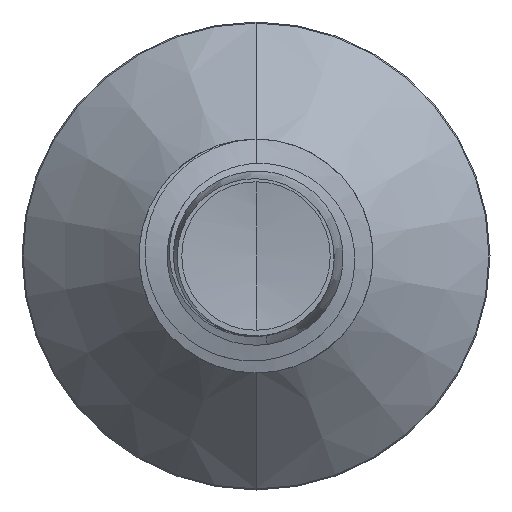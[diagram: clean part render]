
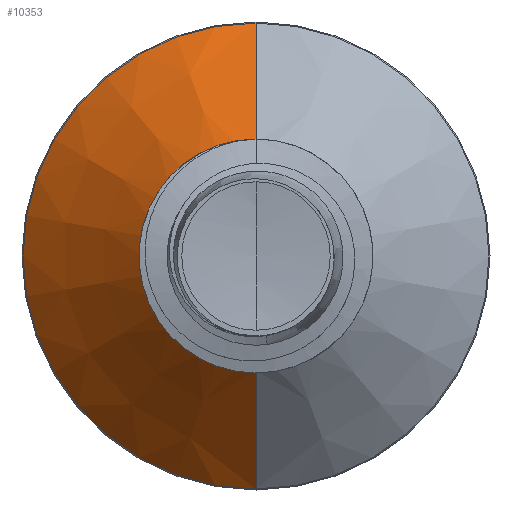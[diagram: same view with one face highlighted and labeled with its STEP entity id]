
A CAD part, front view. The second image highlights one B-rep face of the part: STEP entity #10353.
In plain terms, the highlighted conical face has half-angle 45 degrees and reference radius 1.08 mm.
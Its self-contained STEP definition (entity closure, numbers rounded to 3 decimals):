
#108 = CONICAL_SURFACE ( 'NONE', #10205, 1.08, 0.785 ) ;
#887 = CIRCLE ( 'NONE', #4441, 2.19 ) ;
#908 = VECTOR ( 'NONE', #16406, 1000. ) ;
#929 = DIRECTION ( 'NONE',  ( 0., 0., 1. ) ) ;
#1029 = DIRECTION ( 'NONE',  ( 0., 0.707, 0.707 ) ) ;
#2302 = VERTEX_POINT ( 'NONE', #16822 ) ;
#2562 = CARTESIAN_POINT ( 'NONE',  ( 0., 5.64, -2.19 ) ) ;
#2593 = FACE_OUTER_BOUND ( 'NONE', #7486, .T. ) ;
#3235 = DIRECTION ( 'NONE',  ( 0., 1., 0. ) ) ;
#3902 = LINE ( 'NONE', #11693, #8050 ) ;
#4076 = AXIS2_PLACEMENT_3D ( 'NONE', #12306, #3235, #13761 ) ;
#4348 = DIRECTION ( 'NONE',  ( 0., 1., 0. ) ) ;
#4441 = AXIS2_PLACEMENT_3D ( 'NONE', #18766, #10098, #929 ) ;
#5397 = VERTEX_POINT ( 'NONE', #2562 ) ;
#5584 = CARTESIAN_POINT ( 'NONE',  ( 0., 4.53, -1.08 ) ) ;
#5668 = EDGE_CURVE ( 'NONE', #7827, #2302, #3902, .T. ) ;
#5935 = CARTESIAN_POINT ( 'NONE',  ( 0., 4.53, 0. ) ) ;
#7299 = ORIENTED_EDGE ( 'NONE', *, *, #15393, .F. ) ;
#7418 = ORIENTED_EDGE ( 'NONE', *, *, #17406, .T. ) ;
#7486 = EDGE_LOOP ( 'NONE', ( #7299, #7418, #7636, #7750 ) ) ;
#7636 = ORIENTED_EDGE ( 'NONE', *, *, #5668, .T. ) ;
#7745 = VERTEX_POINT ( 'NONE', #5584 ) ;
#7750 = ORIENTED_EDGE ( 'NONE', *, *, #16552, .F. ) ;
#7827 = VERTEX_POINT ( 'NONE', #8638 ) ;
#8050 = VECTOR ( 'NONE', #1029, 1000. ) ;
#8638 = CARTESIAN_POINT ( 'NONE',  ( 0., 4.53, 1.08 ) ) ;
#10098 = DIRECTION ( 'NONE',  ( 0., 1., 0. ) ) ;
#10205 = AXIS2_PLACEMENT_3D ( 'NONE', #5935, #4348, #19163 ) ;
#10353 = ADVANCED_FACE ( 'NONE', ( #2593 ), #108, .T. ) ;
#11416 = CIRCLE ( 'NONE', #4076, 1.08 ) ;
#11693 = CARTESIAN_POINT ( 'NONE',  ( 0., 4.53, 1.08 ) ) ;
#12306 = CARTESIAN_POINT ( 'NONE',  ( 0., 4.53, 0. ) ) ;
#13761 = DIRECTION ( 'NONE',  ( 0., 0., 1. ) ) ;
#15393 = EDGE_CURVE ( 'NONE', #7745, #5397, #19263, .T. ) ;
#16406 = DIRECTION ( 'NONE',  ( 0., 0.707, -0.707 ) ) ;
#16552 = EDGE_CURVE ( 'NONE', #5397, #2302, #887, .T. ) ;
#16822 = CARTESIAN_POINT ( 'NONE',  ( 0., 5.64, 2.19 ) ) ;
#17406 = EDGE_CURVE ( 'NONE', #7745, #7827, #11416, .T. ) ;
#17896 = CARTESIAN_POINT ( 'NONE',  ( 0., 4.53, -1.08 ) ) ;
#18766 = CARTESIAN_POINT ( 'NONE',  ( 0., 5.64, 0. ) ) ;
#19163 = DIRECTION ( 'NONE',  ( 0., 0., 1. ) ) ;
#19263 = LINE ( 'NONE', #17896, #908 ) ;
